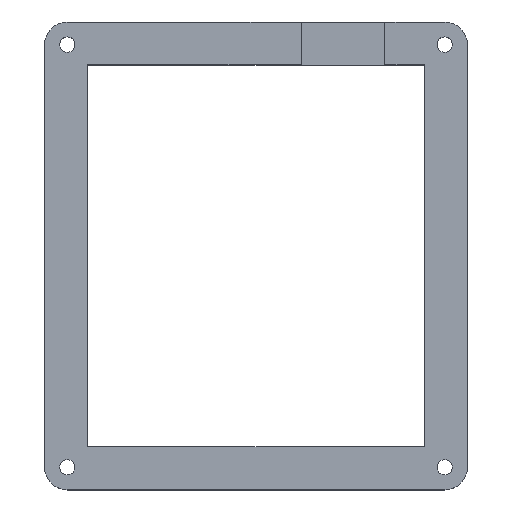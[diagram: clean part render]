
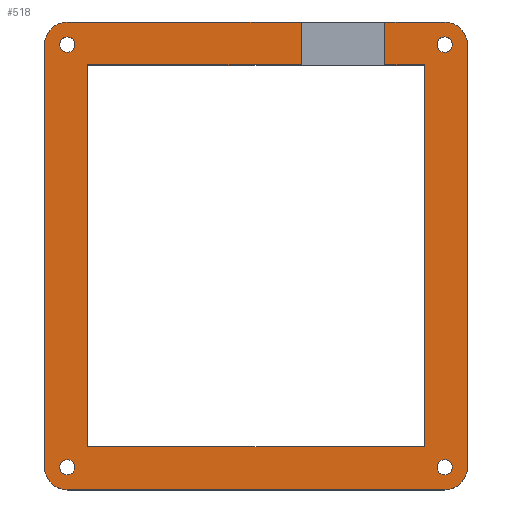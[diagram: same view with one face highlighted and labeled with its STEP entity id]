
A CAD part, top view. The second image highlights one B-rep face of the part: STEP entity #518.
In plain terms, the highlighted planar face has unit normal (0, 0, 1).
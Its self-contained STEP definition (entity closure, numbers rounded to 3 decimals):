
#19=FACE_BOUND('',#81,.T.);
#20=FACE_BOUND('',#82,.T.);
#21=FACE_BOUND('',#83,.T.);
#22=FACE_BOUND('',#84,.T.);
#33=PLANE('',#564);
#51=FACE_OUTER_BOUND('',#80,.T.);
#80=EDGE_LOOP('',(#368,#369,#370,#371,#372,#373,#374,#375,#376,#377,#378,
#379,#380,#381,#382,#383));
#81=EDGE_LOOP('',(#384));
#82=EDGE_LOOP('',(#385));
#83=EDGE_LOOP('',(#386));
#84=EDGE_LOOP('',(#387));
#122=LINE('',#787,#170);
#125=LINE('',#793,#173);
#126=LINE('',#797,#174);
#127=LINE('',#799,#175);
#128=LINE('',#801,#176);
#129=LINE('',#803,#177);
#130=LINE('',#805,#178);
#131=LINE('',#807,#179);
#132=LINE('',#809,#180);
#133=LINE('',#811,#181);
#134=LINE('',#813,#182);
#135=LINE('',#817,#183);
#170=VECTOR('',#628,10.);
#173=VECTOR('',#633,10.);
#174=VECTOR('',#636,10.);
#175=VECTOR('',#637,10.);
#176=VECTOR('',#638,10.);
#177=VECTOR('',#639,10.);
#178=VECTOR('',#640,10.);
#179=VECTOR('',#641,10.);
#180=VECTOR('',#642,10.);
#181=VECTOR('',#643,10.);
#182=VECTOR('',#644,10.);
#183=VECTOR('',#647,10.);
#216=CIRCLE('',#561,5.);
#218=CIRCLE('',#565,5.);
#219=CIRCLE('',#566,5.);
#220=CIRCLE('',#567,5.);
#221=CIRCLE('',#568,1.7);
#222=CIRCLE('',#569,1.7);
#223=CIRCLE('',#570,1.7);
#224=CIRCLE('',#571,1.7);
#240=VERTEX_POINT('',#777);
#241=VERTEX_POINT('',#778);
#244=VERTEX_POINT('',#786);
#246=VERTEX_POINT('',#792);
#247=VERTEX_POINT('',#794);
#248=VERTEX_POINT('',#796);
#249=VERTEX_POINT('',#798);
#250=VERTEX_POINT('',#800);
#251=VERTEX_POINT('',#802);
#252=VERTEX_POINT('',#804);
#253=VERTEX_POINT('',#806);
#254=VERTEX_POINT('',#808);
#255=VERTEX_POINT('',#810);
#256=VERTEX_POINT('',#812);
#257=VERTEX_POINT('',#814);
#258=VERTEX_POINT('',#816);
#259=VERTEX_POINT('',#819);
#260=VERTEX_POINT('',#821);
#261=VERTEX_POINT('',#823);
#262=VERTEX_POINT('',#825);
#288=EDGE_CURVE('',#240,#241,#216,.T.);
#292=EDGE_CURVE('',#244,#241,#122,.T.);
#295=EDGE_CURVE('',#240,#246,#125,.T.);
#296=EDGE_CURVE('',#247,#246,#218,.T.);
#297=EDGE_CURVE('',#247,#248,#126,.T.);
#298=EDGE_CURVE('',#248,#249,#127,.T.);
#299=EDGE_CURVE('',#249,#250,#128,.T.);
#300=EDGE_CURVE('',#250,#251,#129,.T.);
#301=EDGE_CURVE('',#251,#252,#130,.T.);
#302=EDGE_CURVE('',#252,#253,#131,.T.);
#303=EDGE_CURVE('',#253,#254,#132,.T.);
#304=EDGE_CURVE('',#254,#255,#133,.T.);
#305=EDGE_CURVE('',#255,#256,#134,.T.);
#306=EDGE_CURVE('',#257,#256,#219,.T.);
#307=EDGE_CURVE('',#257,#258,#135,.T.);
#308=EDGE_CURVE('',#244,#258,#220,.T.);
#309=EDGE_CURVE('',#259,#259,#221,.T.);
#310=EDGE_CURVE('',#260,#260,#222,.T.);
#311=EDGE_CURVE('',#261,#261,#223,.T.);
#312=EDGE_CURVE('',#262,#262,#224,.T.);
#368=ORIENTED_EDGE('',*,*,#288,.F.);
#369=ORIENTED_EDGE('',*,*,#295,.T.);
#370=ORIENTED_EDGE('',*,*,#296,.F.);
#371=ORIENTED_EDGE('',*,*,#297,.T.);
#372=ORIENTED_EDGE('',*,*,#298,.T.);
#373=ORIENTED_EDGE('',*,*,#299,.T.);
#374=ORIENTED_EDGE('',*,*,#300,.T.);
#375=ORIENTED_EDGE('',*,*,#301,.T.);
#376=ORIENTED_EDGE('',*,*,#302,.T.);
#377=ORIENTED_EDGE('',*,*,#303,.T.);
#378=ORIENTED_EDGE('',*,*,#304,.T.);
#379=ORIENTED_EDGE('',*,*,#305,.T.);
#380=ORIENTED_EDGE('',*,*,#306,.F.);
#381=ORIENTED_EDGE('',*,*,#307,.T.);
#382=ORIENTED_EDGE('',*,*,#308,.F.);
#383=ORIENTED_EDGE('',*,*,#292,.T.);
#384=ORIENTED_EDGE('',*,*,#309,.T.);
#385=ORIENTED_EDGE('',*,*,#310,.T.);
#386=ORIENTED_EDGE('',*,*,#311,.T.);
#387=ORIENTED_EDGE('',*,*,#312,.T.);
#518=ADVANCED_FACE('',(#51,#19,#20,#21,#22),#33,.T.);
#561=AXIS2_PLACEMENT_3D('',#779,#620,#621);
#564=AXIS2_PLACEMENT_3D('',#791,#631,#632);
#565=AXIS2_PLACEMENT_3D('',#795,#634,#635);
#566=AXIS2_PLACEMENT_3D('',#815,#645,#646);
#567=AXIS2_PLACEMENT_3D('',#818,#648,#649);
#568=AXIS2_PLACEMENT_3D('',#820,#650,#651);
#569=AXIS2_PLACEMENT_3D('',#822,#652,#653);
#570=AXIS2_PLACEMENT_3D('',#824,#654,#655);
#571=AXIS2_PLACEMENT_3D('',#826,#656,#657);
#620=DIRECTION('center_axis',(0.,0.,-1.));
#621=DIRECTION('ref_axis',(0.707,-0.707,0.));
#628=DIRECTION('',(1.,0.,0.));
#631=DIRECTION('center_axis',(0.,0.,1.));
#632=DIRECTION('ref_axis',(1.,0.,0.));
#633=DIRECTION('',(0.,1.,0.));
#634=DIRECTION('center_axis',(0.,0.,-1.));
#635=DIRECTION('ref_axis',(0.707,0.707,0.));
#636=DIRECTION('',(-1.,0.,0.));
#637=DIRECTION('',(0.,-1.,0.));
#638=DIRECTION('',(1.,0.,0.));
#639=DIRECTION('',(0.,-1.,0.));
#640=DIRECTION('',(-1.,0.,0.));
#641=DIRECTION('',(0.,1.,0.));
#642=DIRECTION('',(1.,0.,0.));
#643=DIRECTION('',(0.,1.,0.));
#644=DIRECTION('',(-1.,0.,0.));
#645=DIRECTION('center_axis',(0.,0.,-1.));
#646=DIRECTION('ref_axis',(-0.707,0.707,0.));
#647=DIRECTION('',(0.,-1.,0.));
#648=DIRECTION('center_axis',(0.,0.,-1.));
#649=DIRECTION('ref_axis',(-0.707,-0.707,0.));
#650=DIRECTION('center_axis',(0.,0.,-1.));
#651=DIRECTION('ref_axis',(1.,0.,0.));
#652=DIRECTION('center_axis',(0.,0.,-1.));
#653=DIRECTION('ref_axis',(1.,0.,0.));
#654=DIRECTION('center_axis',(0.,0.,-1.));
#655=DIRECTION('ref_axis',(1.,0.,0.));
#656=DIRECTION('center_axis',(0.,0.,-1.));
#657=DIRECTION('ref_axis',(1.,0.,0.));
#777=CARTESIAN_POINT('',(84.,-4.5,13.));
#778=CARTESIAN_POINT('',(79.,-9.5,13.));
#779=CARTESIAN_POINT('Origin',(79.,-4.5,13.));
#786=CARTESIAN_POINT('',(-4.5,-9.5,13.));
#787=CARTESIAN_POINT('',(-9.5,-9.5,13.));
#791=CARTESIAN_POINT('Origin',(79.,-4.5,13.));
#792=CARTESIAN_POINT('',(84.,89.,13.));
#793=CARTESIAN_POINT('',(84.,-9.5,13.));
#794=CARTESIAN_POINT('',(79.,94.,13.));
#795=CARTESIAN_POINT('Origin',(79.,89.,13.));
#796=CARTESIAN_POINT('',(65.75,94.,13.));
#797=CARTESIAN_POINT('',(84.,94.,13.));
#798=CARTESIAN_POINT('',(65.75,84.5,13.));
#799=CARTESIAN_POINT('',(65.75,44.75,13.));
#800=CARTESIAN_POINT('',(74.5,84.5,13.));
#801=CARTESIAN_POINT('',(74.5,84.5,13.));
#802=CARTESIAN_POINT('',(74.5,0.,13.));
#803=CARTESIAN_POINT('',(74.5,0.,13.));
#804=CARTESIAN_POINT('',(0.,0.,13.));
#805=CARTESIAN_POINT('',(0.,0.,13.));
#806=CARTESIAN_POINT('',(0.,84.5,13.));
#807=CARTESIAN_POINT('',(0.,84.5,13.));
#808=CARTESIAN_POINT('',(47.25,84.5,13.));
#809=CARTESIAN_POINT('',(74.5,84.5,13.));
#810=CARTESIAN_POINT('',(47.25,94.,13.));
#811=CARTESIAN_POINT('',(47.25,40.,13.));
#812=CARTESIAN_POINT('',(-4.5,94.,13.));
#813=CARTESIAN_POINT('',(84.,94.,13.));
#814=CARTESIAN_POINT('',(-9.5,89.,13.));
#815=CARTESIAN_POINT('Origin',(-4.5,89.,13.));
#816=CARTESIAN_POINT('',(-9.5,-4.5,13.));
#817=CARTESIAN_POINT('',(-9.5,94.,13.));
#818=CARTESIAN_POINT('Origin',(-4.5,-4.5,13.));
#819=CARTESIAN_POINT('',(77.3,-4.5,13.));
#820=CARTESIAN_POINT('Origin',(79.,-4.5,13.));
#821=CARTESIAN_POINT('',(77.3,89.,13.));
#822=CARTESIAN_POINT('Origin',(79.,89.,13.));
#823=CARTESIAN_POINT('',(-6.2,89.,13.));
#824=CARTESIAN_POINT('Origin',(-4.5,89.,13.));
#825=CARTESIAN_POINT('',(-6.2,-4.5,13.));
#826=CARTESIAN_POINT('Origin',(-4.5,-4.5,13.));
